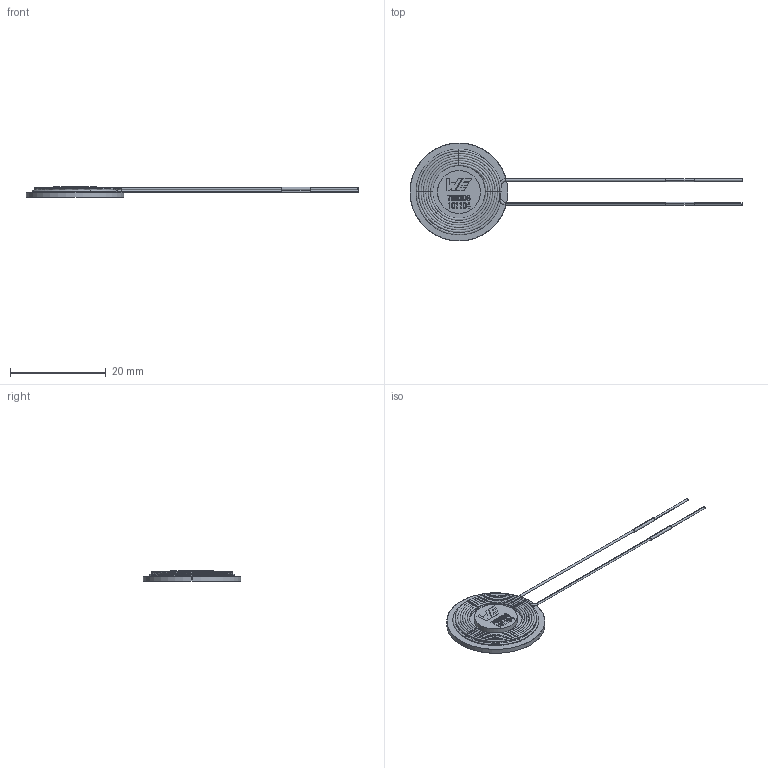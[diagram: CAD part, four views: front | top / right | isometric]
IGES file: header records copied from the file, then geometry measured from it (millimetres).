
Start section: SolidWorks IGES file using analytic representation for surfaces
Global section: file name: 760308101104 (rev1).IGS; native system: SolidWorks 2022; preprocessor: SolidWorks 2022; author: wyatt.kraus; date: 230118.153509; units: millimetre
Bounding box: 69.5 x 20.5 x 2.16 mm (x, y, z)
Surface area: 1792.8 mm2 (no closed solid volume)
Topology: 0 solids, 0 shells, 238 faces, 2391 edges, 2391 vertices
Faces by surface type: bspline 218, revolution 20
